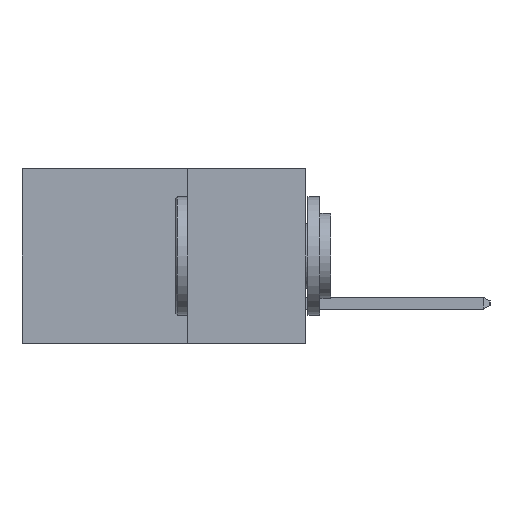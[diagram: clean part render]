
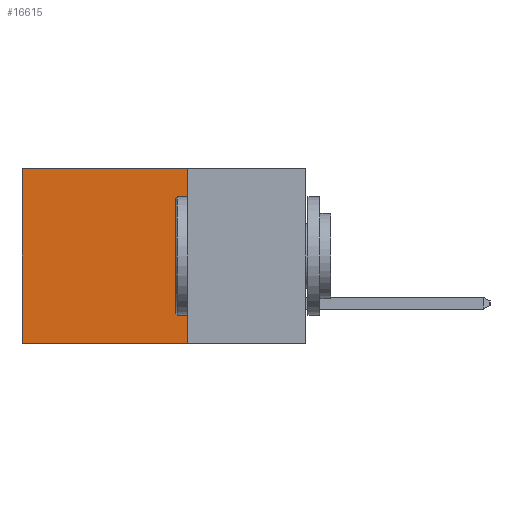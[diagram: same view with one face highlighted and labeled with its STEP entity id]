
A CAD part, left-side view. The second image highlights one B-rep face of the part: STEP entity #16615.
In plain terms, the highlighted planar face has unit normal (-1, 0, 0).
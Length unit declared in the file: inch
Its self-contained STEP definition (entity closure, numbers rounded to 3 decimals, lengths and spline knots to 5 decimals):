
#538 = EDGE_CURVE ( 'NONE', #24714, #22029, #24915, .T. ) ;
#1932 = EDGE_CURVE ( 'NONE', #24714, #21099, #11585, .T. ) ;
#2231 = CARTESIAN_POINT ( 'NONE',  ( 0.298, 0.6, -0.37 ) ) ;
#2934 = CARTESIAN_POINT ( 'NONE',  ( 0.298, 0.6, 0. ) ) ;
#2960 = DIRECTION ( 'NONE',  ( 0., 1., 0. ) ) ;
#4549 = DIRECTION ( 'NONE',  ( 1., 0., 0. ) ) ;
#4843 = DIRECTION ( 'NONE',  ( 0., 1., 0. ) ) ;
#5405 = CARTESIAN_POINT ( 'NONE',  ( 0.298, 0.6, 0. ) ) ;
#6152 = CARTESIAN_POINT ( 'NONE',  ( 0.298, 0.25, -0.37 ) ) ;
#7148 = ORIENTED_EDGE ( 'NONE', *, *, #23858, .F. ) ;
#7434 = LINE ( 'NONE', #15272, #17902 ) ;
#8637 = CARTESIAN_POINT ( 'NONE',  ( 0.298, 0.25, 0. ) ) ;
#9267 = CARTESIAN_POINT ( 'NONE',  ( 0.298, 0.25, 0. ) ) ;
#9701 = CARTESIAN_POINT ( 'NONE',  ( 0.298, 0.25, 0. ) ) ;
#11585 = LINE ( 'NONE', #9267, #22655 ) ;
#11814 = AXIS2_PLACEMENT_3D ( 'NONE', #14972, #4549, #19201 ) ;
#12883 = PLANE ( 'NONE',  #11814 ) ;
#12975 = VECTOR ( 'NONE', #13441, 39.37008 ) ;
#13441 = DIRECTION ( 'NONE',  ( 0., 0., -1. ) ) ;
#13770 = ORIENTED_EDGE ( 'NONE', *, *, #538, .F. ) ;
#13859 = ORIENTED_EDGE ( 'NONE', *, *, #1932, .T. ) ;
#14234 = VERTEX_POINT ( 'NONE', #2231 ) ;
#14274 = LINE ( 'NONE', #2934, #12975 ) ;
#14972 = CARTESIAN_POINT ( 'NONE',  ( 0.298, 0.25, 0. ) ) ;
#15272 = CARTESIAN_POINT ( 'NONE',  ( 0.298, 0.25, -0.37 ) ) ;
#16615 = ADVANCED_FACE ( 'NONE', ( #23089 ), #12883, .F. ) ;
#16770 = EDGE_CURVE ( 'NONE', #21099, #14234, #14274, .T. ) ;
#17902 = VECTOR ( 'NONE', #4843, 39.37008 ) ;
#19201 = DIRECTION ( 'NONE',  ( 0., 0., -1. ) ) ;
#19205 = DIRECTION ( 'NONE',  ( 0., 0., -1. ) ) ;
#20669 = ORIENTED_EDGE ( 'NONE', *, *, #16770, .T. ) ;
#21099 = VERTEX_POINT ( 'NONE', #5405 ) ;
#22029 = VERTEX_POINT ( 'NONE', #6152 ) ;
#22655 = VECTOR ( 'NONE', #2960, 39.37008 ) ;
#23089 = FACE_OUTER_BOUND ( 'NONE', #23424, .T. ) ;
#23424 = EDGE_LOOP ( 'NONE', ( #20669, #7148, #13770, #13859 ) ) ;
#23858 = EDGE_CURVE ( 'NONE', #22029, #14234, #7434, .T. ) ;
#24303 = VECTOR ( 'NONE', #19205, 39.37008 ) ;
#24714 = VERTEX_POINT ( 'NONE', #8637 ) ;
#24915 = LINE ( 'NONE', #9701, #24303 ) ;
